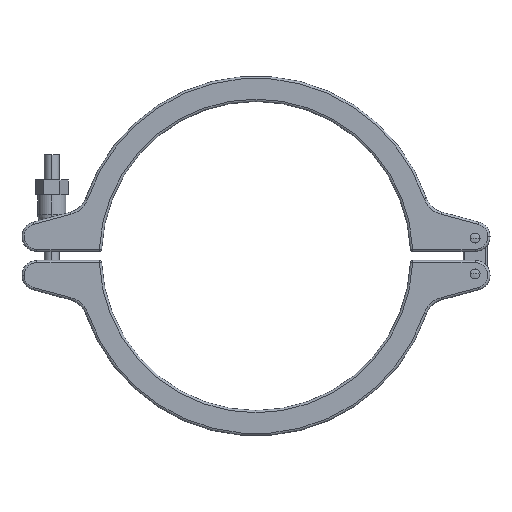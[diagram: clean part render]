
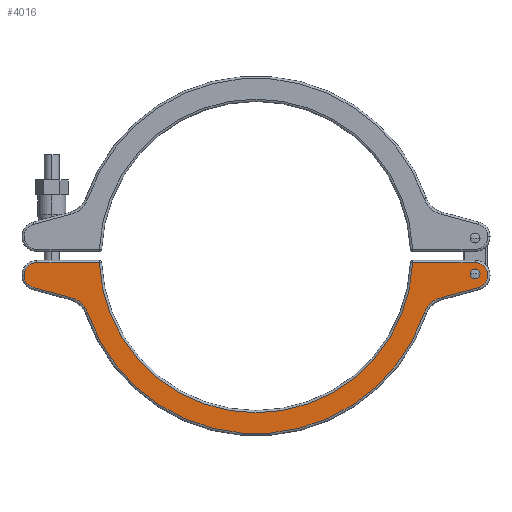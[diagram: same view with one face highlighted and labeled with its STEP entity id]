
A CAD part, top view. The second image highlights one B-rep face of the part: STEP entity #4016.
In plain terms, the highlighted planar face has unit normal (0, 0, 1).
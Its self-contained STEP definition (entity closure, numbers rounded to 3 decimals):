
#146 = ORIENTED_EDGE ( 'NONE', *, *, #6908, .T. ) ;
#281 = CARTESIAN_POINT ( 'NONE',  ( 128.416, -43.861, 12. ) ) ;
#313 = DIRECTION ( 'NONE',  ( -1., 0., 0. ) ) ;
#331 = EDGE_CURVE ( 'NONE', #3019, #5702, #7151, .T. ) ;
#333 = CIRCLE ( 'NONE', #3671, 8.5 ) ;
#350 = CARTESIAN_POINT ( 'NONE',  ( 0., 0., 12. ) ) ;
#516 = CARTESIAN_POINT ( 'NONE',  ( -105.104, -4.5, 12. ) ) ;
#810 = CIRCLE ( 'NONE', #7661, 8.5 ) ;
#815 = CARTESIAN_POINT ( 'NONE',  ( 0., -4.5, 12. ) ) ;
#849 = CARTESIAN_POINT ( 'NONE',  ( 105.104, -4.5, 12. ) ) ;
#867 = CARTESIAN_POINT ( 'NONE',  ( 150.3, -12., 12. ) ) ;
#881 = CARTESIAN_POINT ( 'NONE',  ( 147., -12., 12. ) ) ;
#1140 = DIRECTION ( 'NONE',  ( -1., 0., 0. ) ) ;
#1180 = AXIS2_PLACEMENT_3D ( 'NONE', #881, #7439, #2203 ) ;
#1246 = EDGE_LOOP ( 'NONE', ( #146, #11777, #6012, #4059, #11700, #6833, #5663, #11554, #5887, #11702, #1442 ) ) ;
#1374 = LINE ( 'NONE', #7149, #6351 ) ;
#1442 = ORIENTED_EDGE ( 'NONE', *, *, #4969, .T. ) ;
#1473 = LINE ( 'NONE', #10596, #2231 ) ;
#1663 = LINE ( 'NONE', #8285, #4004 ) ;
#1802 = CARTESIAN_POINT ( 'NONE',  ( 147., -12., 12. ) ) ;
#1869 = DIRECTION ( 'NONE',  ( 0., 0., -1. ) ) ;
#1944 = CARTESIAN_POINT ( 'NONE',  ( -155.5, -13., 12. ) ) ;
#2135 = EDGE_CURVE ( 'NONE', #11576, #11622, #333, .T. ) ;
#2203 = DIRECTION ( 'NONE',  ( -1., 0., 0. ) ) ;
#2205 = DIRECTION ( 'NONE',  ( 0.966, 0.259, 0. ) ) ;
#2231 = VECTOR ( 'NONE', #2205, 1000. ) ;
#2344 = FACE_BOUND ( 'NONE', #8096, .T. ) ;
#2433 = CARTESIAN_POINT ( 'NONE',  ( 149.2, -21.21, 12. ) ) ;
#2463 = EDGE_CURVE ( 'NONE', #5702, #9751, #7637, .T. ) ;
#2596 = DIRECTION ( 'NONE',  ( -1., 0., 0. ) ) ;
#2786 = DIRECTION ( 'NONE',  ( -1., 0., 0. ) ) ;
#3007 = VECTOR ( 'NONE', #6752, 1000. ) ;
#3019 = VERTEX_POINT ( 'NONE', #9209 ) ;
#3110 = EDGE_CURVE ( 'NONE', #7269, #8785, #11773, .T. ) ;
#3114 = EDGE_CURVE ( 'NONE', #11928, #4273, #8433, .T. ) ;
#3133 = CARTESIAN_POINT ( 'NONE',  ( 143.7, -12., 12. ) ) ;
#3493 = DIRECTION ( 'NONE',  ( 0., 0., 1. ) ) ;
#3561 = CARTESIAN_POINT ( 'NONE',  ( -147., -13., 12. ) ) ;
#3671 = AXIS2_PLACEMENT_3D ( 'NONE', #7545, #6802, #5677 ) ;
#3694 = DIRECTION ( 'NONE',  ( -1., 0., 0. ) ) ;
#4004 = VECTOR ( 'NONE', #5378, 1000. ) ;
#4016 = ADVANCED_FACE ( 'NONE', ( #7006, #2344 ), #10745, .F. ) ;
#4059 = ORIENTED_EDGE ( 'NONE', *, *, #4110, .T. ) ;
#4110 = EDGE_CURVE ( 'NONE', #11495, #11576, #810, .T. ) ;
#4273 = VERTEX_POINT ( 'NONE', #867 ) ;
#4305 = CARTESIAN_POINT ( 'NONE',  ( -128.416, -43.861, 12. ) ) ;
#4377 = DIRECTION ( 'NONE',  ( 0.966, -0.259, 0. ) ) ;
#4969 = EDGE_CURVE ( 'NONE', #6412, #6879, #6115, .T. ) ;
#5025 = DIRECTION ( 'NONE',  ( 0., 0., -1. ) ) ;
#5126 = AXIS2_PLACEMENT_3D ( 'NONE', #10732, #3493, #9803 ) ;
#5133 = ORIENTED_EDGE ( 'NONE', *, *, #3114, .T. ) ;
#5265 = DIRECTION ( 'NONE',  ( -1., 0., 0. ) ) ;
#5378 = DIRECTION ( 'NONE',  ( -1., 0., 0. ) ) ;
#5395 = CARTESIAN_POINT ( 'NONE',  ( 147., -4.5, 12. ) ) ;
#5663 = ORIENTED_EDGE ( 'NONE', *, *, #6796, .T. ) ;
#5677 = DIRECTION ( 'NONE',  ( -1., 0., 0. ) ) ;
#5691 = AXIS2_PLACEMENT_3D ( 'NONE', #1802, #1869, #2786 ) ;
#5702 = VERTEX_POINT ( 'NONE', #10137 ) ;
#5851 = DIRECTION ( 'NONE',  ( 0., 0., -1. ) ) ;
#5887 = ORIENTED_EDGE ( 'NONE', *, *, #2463, .T. ) ;
#6012 = ORIENTED_EDGE ( 'NONE', *, *, #11114, .T. ) ;
#6115 = CIRCLE ( 'NONE', #5126, 8.5 ) ;
#6323 = DIRECTION ( 'NONE',  ( 0., 0., 1. ) ) ;
#6351 = VECTOR ( 'NONE', #4377, 1000. ) ;
#6412 = VERTEX_POINT ( 'NONE', #2433 ) ;
#6483 = AXIS2_PLACEMENT_3D ( 'NONE', #9334, #10594, #3694 ) ;
#6752 = DIRECTION ( 'NONE',  ( -1., 0., 0. ) ) ;
#6796 = EDGE_CURVE ( 'NONE', #9177, #3019, #9458, .T. ) ;
#6802 = DIRECTION ( 'NONE',  ( 0., 0., 1. ) ) ;
#6833 = ORIENTED_EDGE ( 'NONE', *, *, #10394, .T. ) ;
#6879 = VERTEX_POINT ( 'NONE', #5395 ) ;
#6908 = EDGE_CURVE ( 'NONE', #6879, #7269, #7379, .T. ) ;
#7006 = FACE_OUTER_BOUND ( 'NONE', #1246, .T. ) ;
#7042 = EDGE_CURVE ( 'NONE', #9751, #6412, #1473, .T. ) ;
#7075 = DIRECTION ( 'NONE',  ( 0., 0., -1. ) ) ;
#7149 = CARTESIAN_POINT ( 'NONE',  ( -15.297, -57.09, 12. ) ) ;
#7151 = CIRCLE ( 'NONE', #11076, 119.2 ) ;
#7269 = VERTEX_POINT ( 'NONE', #849 ) ;
#7379 = LINE ( 'NONE', #815, #3007 ) ;
#7439 = DIRECTION ( 'NONE',  ( 0., 0., -1. ) ) ;
#7545 = CARTESIAN_POINT ( 'NONE',  ( -147., -13., 12. ) ) ;
#7637 = CIRCLE ( 'NONE', #9389, 16.5 ) ;
#7661 = AXIS2_PLACEMENT_3D ( 'NONE', #3561, #6323, #5265 ) ;
#7858 = ORIENTED_EDGE ( 'NONE', *, *, #7993, .T. ) ;
#7993 = EDGE_CURVE ( 'NONE', #4273, #11928, #9043, .T. ) ;
#8096 = EDGE_LOOP ( 'NONE', ( #5133, #7858 ) ) ;
#8285 = CARTESIAN_POINT ( 'NONE',  ( 0., -4.5, 12. ) ) ;
#8335 = CARTESIAN_POINT ( 'NONE',  ( -147., -4.5, 12. ) ) ;
#8433 = CIRCLE ( 'NONE', #1180, 3.3 ) ;
#8785 = VERTEX_POINT ( 'NONE', #516 ) ;
#8969 = CARTESIAN_POINT ( 'NONE',  ( -124.145, -27.924, 12. ) ) ;
#9043 = CIRCLE ( 'NONE', #5691, 3.3 ) ;
#9177 = VERTEX_POINT ( 'NONE', #8969 ) ;
#9209 = CARTESIAN_POINT ( 'NONE',  ( -112.802, -38.528, 12. ) ) ;
#9334 = CARTESIAN_POINT ( 'NONE',  ( 0., 0., 12. ) ) ;
#9389 = AXIS2_PLACEMENT_3D ( 'NONE', #281, #5851, #1140 ) ;
#9458 = CIRCLE ( 'NONE', #11046, 16.5 ) ;
#9493 = DIRECTION ( 'NONE',  ( -1., 0., 0. ) ) ;
#9751 = VERTEX_POINT ( 'NONE', #11365 ) ;
#9803 = DIRECTION ( 'NONE',  ( -1., 0., 0. ) ) ;
#9816 = AXIS2_PLACEMENT_3D ( 'NONE', #9818, #5025, #313 ) ;
#9818 = CARTESIAN_POINT ( 'NONE',  ( 0., 0., 12. ) ) ;
#10137 = CARTESIAN_POINT ( 'NONE',  ( 112.802, -38.528, 12. ) ) ;
#10394 = EDGE_CURVE ( 'NONE', #11622, #9177, #1374, .T. ) ;
#10594 = DIRECTION ( 'NONE',  ( 0., 0., -1. ) ) ;
#10596 = CARTESIAN_POINT ( 'NONE',  ( 15.297, -57.09, 12. ) ) ;
#10732 = CARTESIAN_POINT ( 'NONE',  ( 147., -13., 12. ) ) ;
#10745 = PLANE ( 'NONE',  #9816 ) ;
#11046 = AXIS2_PLACEMENT_3D ( 'NONE', #4305, #7075, #2596 ) ;
#11076 = AXIS2_PLACEMENT_3D ( 'NONE', #350, #11587, #9493 ) ;
#11114 = EDGE_CURVE ( 'NONE', #8785, #11495, #1663, .T. ) ;
#11365 = CARTESIAN_POINT ( 'NONE',  ( 124.145, -27.924, 12. ) ) ;
#11495 = VERTEX_POINT ( 'NONE', #8335 ) ;
#11554 = ORIENTED_EDGE ( 'NONE', *, *, #331, .T. ) ;
#11576 = VERTEX_POINT ( 'NONE', #1944 ) ;
#11587 = DIRECTION ( 'NONE',  ( 0., 0., 1. ) ) ;
#11622 = VERTEX_POINT ( 'NONE', #11639 ) ;
#11639 = CARTESIAN_POINT ( 'NONE',  ( -149.2, -21.21, 12. ) ) ;
#11700 = ORIENTED_EDGE ( 'NONE', *, *, #2135, .T. ) ;
#11702 = ORIENTED_EDGE ( 'NONE', *, *, #7042, .T. ) ;
#11773 = CIRCLE ( 'NONE', #6483, 105.2 ) ;
#11777 = ORIENTED_EDGE ( 'NONE', *, *, #3110, .T. ) ;
#11928 = VERTEX_POINT ( 'NONE', #3133 ) ;
